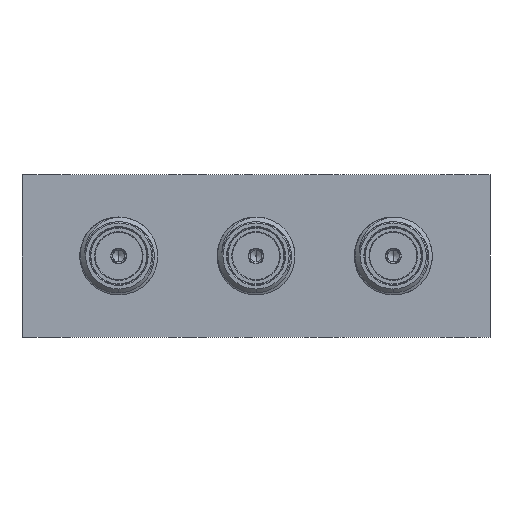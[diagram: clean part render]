
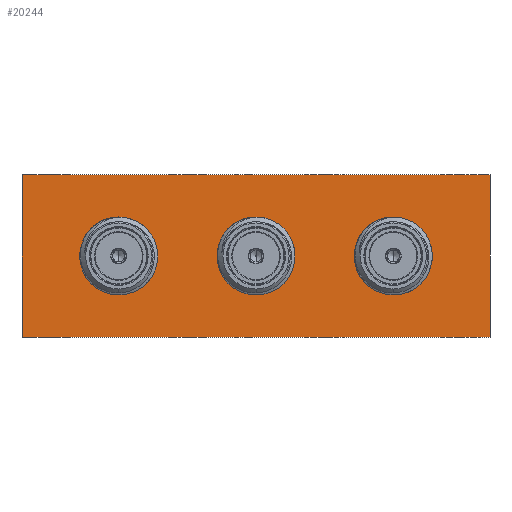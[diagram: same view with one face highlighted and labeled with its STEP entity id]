
A CAD part, front view. The second image highlights one B-rep face of the part: STEP entity #20244.
In plain terms, the highlighted planar face has unit normal (0, -1, 0).
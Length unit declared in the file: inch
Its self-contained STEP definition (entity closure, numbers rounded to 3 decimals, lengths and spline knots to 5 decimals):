
#57 = AXIS2_PLACEMENT_3D ( 'NONE', #12515, #4373, #2062 ) ;
#119 = ORIENTED_EDGE ( 'NONE', *, *, #13853, .F. ) ;
#401 = CIRCLE ( 'NONE', #26907, 0.1105 ) ;
#423 = CARTESIAN_POINT ( 'NONE',  ( 0., 0., -0.1105 ) ) ;
#627 = DIRECTION ( 'NONE',  ( -1., 0., 0. ) ) ;
#632 = CARTESIAN_POINT ( 'NONE',  ( -0.44, 0., 0. ) ) ;
#1735 = DIRECTION ( 'NONE',  ( 1., 0., 0. ) ) ;
#2062 = DIRECTION ( 'NONE',  ( 0., 0., -1. ) ) ;
#2222 = VECTOR ( 'NONE', #3023, 39.37008 ) ;
#2638 = EDGE_CURVE ( 'NONE', #18318, #34709, #7729, .T. ) ;
#3023 = DIRECTION ( 'NONE',  ( 0., 0., 1. ) ) ;
#3739 = DIRECTION ( 'NONE',  ( 0., -1., 0. ) ) ;
#4156 = VECTOR ( 'NONE', #14364, 39.37008 ) ;
#4373 = DIRECTION ( 'NONE',  ( 0., -1., 0. ) ) ;
#4441 = VECTOR ( 'NONE', #627, 39.37008 ) ;
#4717 = CARTESIAN_POINT ( 'NONE',  ( 0., 0., 0.26 ) ) ;
#4822 = EDGE_CURVE ( 'NONE', #7530, #34430, #25252, .T. ) ;
#5152 = EDGE_LOOP ( 'NONE', ( #20755, #16613 ) ) ;
#5513 = EDGE_LOOP ( 'NONE', ( #119, #12028 ) ) ;
#5759 = CARTESIAN_POINT ( 'NONE',  ( 0., 0., 0.1105 ) ) ;
#6565 = CARTESIAN_POINT ( 'NONE',  ( 0.75, 0., 0. ) ) ;
#6882 = AXIS2_PLACEMENT_3D ( 'NONE', #632, #16895, #17081 ) ;
#6898 = PLANE ( 'NONE',  #8814 ) ;
#7342 = EDGE_CURVE ( 'NONE', #15218, #16896, #15188, .T. ) ;
#7530 = VERTEX_POINT ( 'NONE', #5759 ) ;
#7729 = CIRCLE ( 'NONE', #29705, 0.1105 ) ;
#7928 = ORIENTED_EDGE ( 'NONE', *, *, #7342, .F. ) ;
#8814 = AXIS2_PLACEMENT_3D ( 'NONE', #17682, #28444, #15034 ) ;
#8884 = CARTESIAN_POINT ( 'NONE',  ( -0.75, 0., 0.26 ) ) ;
#8900 = CARTESIAN_POINT ( 'NONE',  ( 0., 0., 0. ) ) ;
#9431 = CIRCLE ( 'NONE', #13942, 0.1105 ) ;
#9794 = CARTESIAN_POINT ( 'NONE',  ( -0.44, 0., -0.1105 ) ) ;
#10038 = AXIS2_PLACEMENT_3D ( 'NONE', #28975, #18741, #24370 ) ;
#10280 = LINE ( 'NONE', #10453, #2222 ) ;
#10453 = CARTESIAN_POINT ( 'NONE',  ( -0.75, 0., 0. ) ) ;
#11229 = VECTOR ( 'NONE', #1735, 39.37008 ) ;
#11428 = EDGE_LOOP ( 'NONE', ( #16035, #20641, #7928, #34491 ) ) ;
#12028 = ORIENTED_EDGE ( 'NONE', *, *, #31661, .F. ) ;
#12195 = FACE_OUTER_BOUND ( 'NONE', #11428, .T. ) ;
#12223 = CARTESIAN_POINT ( 'NONE',  ( 0.44, 0., 0. ) ) ;
#12515 = CARTESIAN_POINT ( 'NONE',  ( 0.44, 0., 0. ) ) ;
#13281 = EDGE_CURVE ( 'NONE', #34430, #7530, #9431, .T. ) ;
#13735 = VERTEX_POINT ( 'NONE', #19223 ) ;
#13853 = EDGE_CURVE ( 'NONE', #17289, #30354, #401, .T. ) ;
#13902 = CARTESIAN_POINT ( 'NONE',  ( 0., 0., -0.26 ) ) ;
#13942 = AXIS2_PLACEMENT_3D ( 'NONE', #8900, #16841, #27607 ) ;
#14200 = CARTESIAN_POINT ( 'NONE',  ( 0.44, 0., -0.1105 ) ) ;
#14234 = CIRCLE ( 'NONE', #57, 0.1105 ) ;
#14364 = DIRECTION ( 'NONE',  ( 0., 0., -1. ) ) ;
#14683 = ORIENTED_EDGE ( 'NONE', *, *, #31426, .F. ) ;
#14974 = CARTESIAN_POINT ( 'NONE',  ( -0.44, 0., 0.1105 ) ) ;
#15034 = DIRECTION ( 'NONE',  ( 0., 0., 1. ) ) ;
#15188 = LINE ( 'NONE', #4717, #11229 ) ;
#15218 = VERTEX_POINT ( 'NONE', #8884 ) ;
#15885 = CARTESIAN_POINT ( 'NONE',  ( 0.44, 0., 0.1105 ) ) ;
#16035 = ORIENTED_EDGE ( 'NONE', *, *, #27917, .F. ) ;
#16613 = ORIENTED_EDGE ( 'NONE', *, *, #4822, .F. ) ;
#16841 = DIRECTION ( 'NONE',  ( 0., -1., 0. ) ) ;
#16895 = DIRECTION ( 'NONE',  ( 0., -1., 0. ) ) ;
#16896 = VERTEX_POINT ( 'NONE', #22417 ) ;
#17074 = LINE ( 'NONE', #13902, #4441 ) ;
#17081 = DIRECTION ( 'NONE',  ( 0., 0., -1. ) ) ;
#17289 = VERTEX_POINT ( 'NONE', #9794 ) ;
#17682 = CARTESIAN_POINT ( 'NONE',  ( 0., 0., 0. ) ) ;
#18318 = VERTEX_POINT ( 'NONE', #15885 ) ;
#18741 = DIRECTION ( 'NONE',  ( 0., -1., 0. ) ) ;
#19223 = CARTESIAN_POINT ( 'NONE',  ( -0.75, 0., -0.26 ) ) ;
#19923 = CARTESIAN_POINT ( 'NONE',  ( -0.44, 0., 0. ) ) ;
#20244 = ADVANCED_FACE ( 'NONE', ( #12195, #22938, #20296, #31117 ), #6898, .F. ) ;
#20296 = FACE_BOUND ( 'NONE', #5152, .T. ) ;
#20641 = ORIENTED_EDGE ( 'NONE', *, *, #33458, .F. ) ;
#20755 = ORIENTED_EDGE ( 'NONE', *, *, #13281, .F. ) ;
#20929 = CIRCLE ( 'NONE', #6882, 0.1105 ) ;
#21941 = EDGE_LOOP ( 'NONE', ( #14683, #34539 ) ) ;
#22417 = CARTESIAN_POINT ( 'NONE',  ( 0.75, 0., 0.26 ) ) ;
#22560 = DIRECTION ( 'NONE',  ( 0., -1., 0. ) ) ;
#22938 = FACE_BOUND ( 'NONE', #21941, .T. ) ;
#23507 = VERTEX_POINT ( 'NONE', #31745 ) ;
#24370 = DIRECTION ( 'NONE',  ( 0., 0., -1. ) ) ;
#25095 = LINE ( 'NONE', #6565, #4156 ) ;
#25252 = CIRCLE ( 'NONE', #10038, 0.1105 ) ;
#26907 = AXIS2_PLACEMENT_3D ( 'NONE', #19923, #22560, #28236 ) ;
#27607 = DIRECTION ( 'NONE',  ( 0., 0., -1. ) ) ;
#27917 = EDGE_CURVE ( 'NONE', #23507, #13735, #17074, .T. ) ;
#28236 = DIRECTION ( 'NONE',  ( 0., 0., -1. ) ) ;
#28444 = DIRECTION ( 'NONE',  ( 0., 1., 0. ) ) ;
#28449 = EDGE_CURVE ( 'NONE', #13735, #15218, #10280, .T. ) ;
#28975 = CARTESIAN_POINT ( 'NONE',  ( 0., 0., 0. ) ) ;
#29705 = AXIS2_PLACEMENT_3D ( 'NONE', #12223, #3739, #33267 ) ;
#30354 = VERTEX_POINT ( 'NONE', #14974 ) ;
#31117 = FACE_BOUND ( 'NONE', #5513, .T. ) ;
#31426 = EDGE_CURVE ( 'NONE', #34709, #18318, #14234, .T. ) ;
#31661 = EDGE_CURVE ( 'NONE', #30354, #17289, #20929, .T. ) ;
#31745 = CARTESIAN_POINT ( 'NONE',  ( 0.75, 0., -0.26 ) ) ;
#33267 = DIRECTION ( 'NONE',  ( 0., 0., -1. ) ) ;
#33458 = EDGE_CURVE ( 'NONE', #16896, #23507, #25095, .T. ) ;
#34430 = VERTEX_POINT ( 'NONE', #423 ) ;
#34491 = ORIENTED_EDGE ( 'NONE', *, *, #28449, .F. ) ;
#34539 = ORIENTED_EDGE ( 'NONE', *, *, #2638, .F. ) ;
#34709 = VERTEX_POINT ( 'NONE', #14200 ) ;
